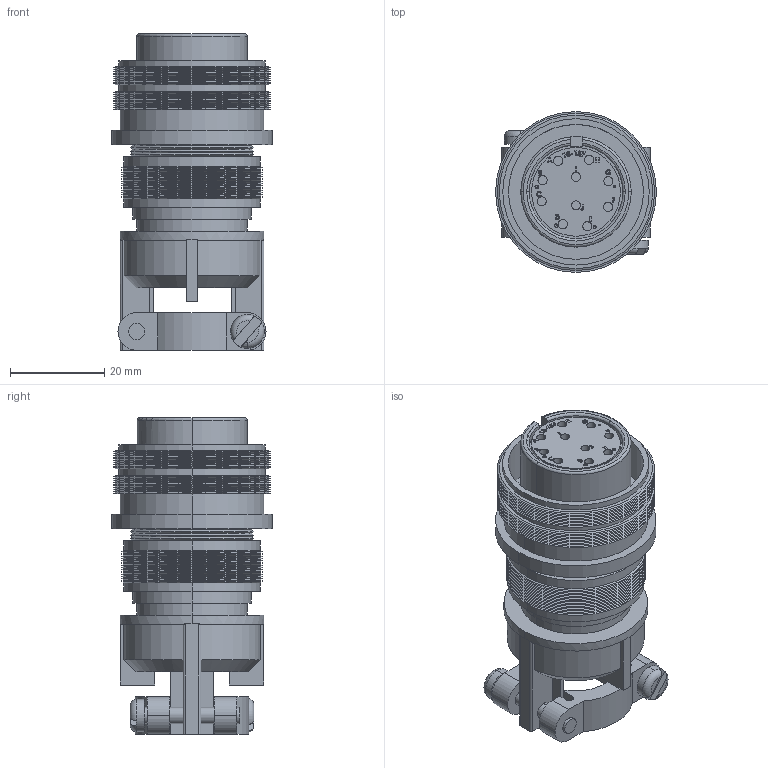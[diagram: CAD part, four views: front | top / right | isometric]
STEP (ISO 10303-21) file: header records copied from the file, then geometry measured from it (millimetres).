
FILE_DESCRIPTION (( 'STEP AP203' ), '1' );
FILE_NAME ('A1189-1.STEP', '2019-06-10T12:48:00', ( '' ), ( '' ), 'SwSTEP 2.0', 'SolidWorks 2019', '' );
FILE_SCHEMA (( 'CONFIG_CONTROL_DESIGN' ));
Length unit declared in the file: inch
Products named in the file (1): A1189-1
Bounding box: 34.04 x 34.04 x 66.98 mm (x, y, z)
Volume: 36458.7 mm3; surface area: 15017.3 mm2
Topology: 1 solids, 1 shells, 658 faces, 1579 edges, 992 vertices
Faces by surface type: plane 292, cone 170, cylinder 118, bspline 66, torus 12
Entity records: 22606 total; most frequent: CARTESIAN_POINT 7352, ORIENTED_EDGE 3158, DIRECTION 3065, EDGE_CURVE 1579, AXIS2_PLACEMENT_3D 1045, VERTEX_POINT 992, VECTOR 975, LINE 975
